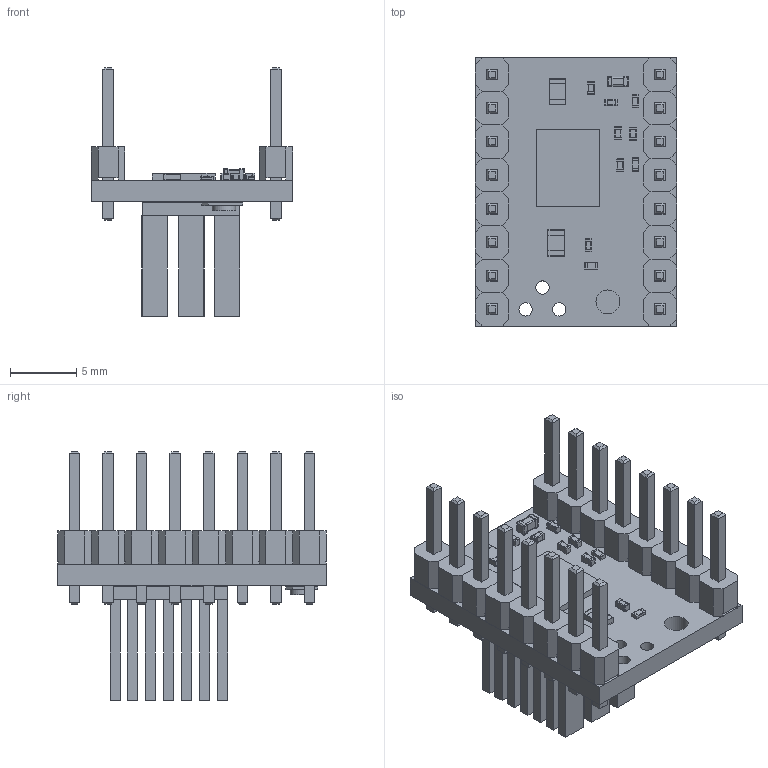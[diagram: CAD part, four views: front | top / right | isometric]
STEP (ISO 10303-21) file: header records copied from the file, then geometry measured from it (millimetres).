
FILE_DESCRIPTION(('Open CASCADE Model'),'2;1');
FILE_NAME('Open CASCADE Shape Model','2017-09-06T15:20:37',('Author'),( 'Open CASCADE'),'Open CASCADE STEP processor 6.8','Open CASCADE 6.8' ,'Unknown');
FILE_SCHEMA(('AUTOMOTIVE_DESIGN { 1 0 10303 214 1 1 1 1 }'));
Length unit declared in the file: millimetre
Products named in the file (27): PCB; Board; Free-Models; 1x08; R0402; R0805; C0603; C0402; 1359973040; Cylinder; 1367879896; Extruded; 1367879352; 1367869832; 1013478864
Assembly tree (68 placements, depth 4):
  PCB
    Board
    Free-Models
      1x08  x2
      1x08  x2
      R0402  x2
      R0402  x2
      R0402  x2
      R0402  x2
      R0805  x2
      R0805  x2
      R0805  x2
      R0805  x2
      C0603
      C0603
      C0402  x7
      C0402  x7
      1359973040
        Cylinder
      1367879896
        Extruded
      1367879352  x21
        Extruded
      1367869832
        Extruded
      1013478864
        Extruded
Bounding box: 15.24 x 20.32 x 18.83 mm (x, y, z)
Volume: 1115.2 mm3; surface area: 3309.4 mm2
Topology: 98 solids, 98 shells, 1184 faces, 2644 edges, 1592 vertices
Faces by surface type: plane 939, cylinder 181, sphere 64
Full cylindrical faces by diameter (mm): 1.016 x19, 1.778 x1, 1.8 x1
Entity records: 13830 total; most frequent: DIRECTION 2240, CARTESIAN_POINT 2229, ORIENTED_EDGE 2088, EDGE_CURVE 1044, LINE 922, VECTOR 922, AXIS2_PLACEMENT_3D 659, VERTEX_POINT 648
